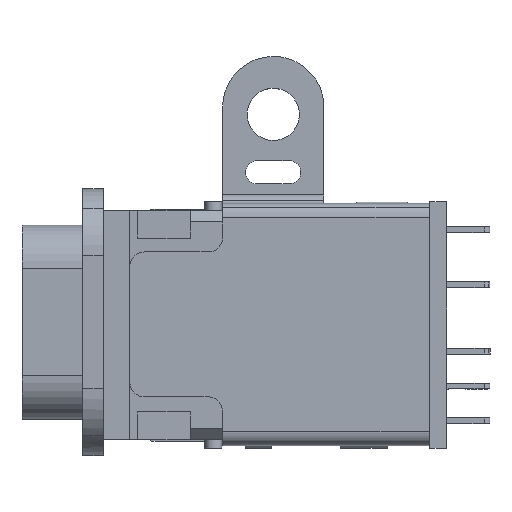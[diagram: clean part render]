
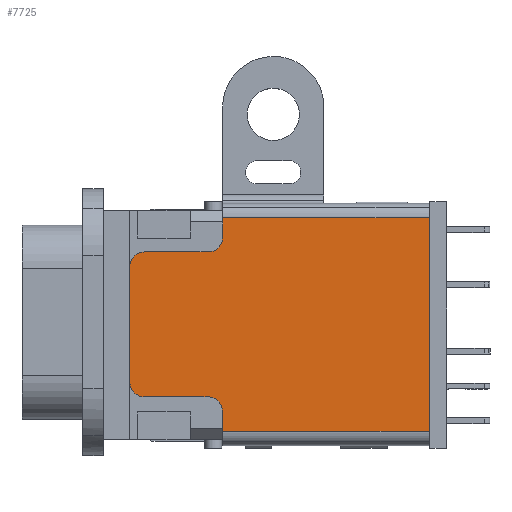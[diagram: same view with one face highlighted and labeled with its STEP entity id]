
A CAD part, top view. The second image highlights one B-rep face of the part: STEP entity #7725.
In plain terms, the highlighted planar face has unit normal (0, 0, 1).
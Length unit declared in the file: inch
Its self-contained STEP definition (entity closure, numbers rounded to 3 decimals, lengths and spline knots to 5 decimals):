
#438 = ORIENTED_EDGE ( 'NONE', *, *, #3238, .F. ) ;
#444 = VECTOR ( 'NONE', #9932, 39.37008 ) ;
#453 = DIRECTION ( 'NONE',  ( 0., -1., 0. ) ) ;
#680 = LINE ( 'NONE', #5328, #444 ) ;
#697 = DIRECTION ( 'NONE',  ( 0., 1., 0. ) ) ;
#920 = ORIENTED_EDGE ( 'NONE', *, *, #1241, .F. ) ;
#962 = ORIENTED_EDGE ( 'NONE', *, *, #14397, .F. ) ;
#1004 = AXIS2_PLACEMENT_3D ( 'NONE', #7403, #7473, #13252 ) ;
#1241 = EDGE_CURVE ( 'NONE', #7731, #10681, #4453, .T. ) ;
#2352 = EDGE_LOOP ( 'NONE', ( #7840, #6273, #9407, #4510, #920, #7396, #962, #13755, #5937, #9988, #6142, #438 ) ) ;
#2389 = LINE ( 'NONE', #5664, #9773 ) ;
#2925 = CARTESIAN_POINT ( 'NONE',  ( 1.15748, -0.02087, 0. ) ) ;
#3076 = PLANE ( 'NONE',  #3685 ) ;
#3119 = CARTESIAN_POINT ( 'NONE',  ( 0.75079, -0.08701, 0. ) ) ;
#3192 = AXIS2_PLACEMENT_3D ( 'NONE', #5324, #9925, #14554 ) ;
#3222 = EDGE_CURVE ( 'NONE', #12299, #5067, #6454, .T. ) ;
#3238 = EDGE_CURVE ( 'NONE', #5067, #11308, #680, .T. ) ;
#3685 = AXIS2_PLACEMENT_3D ( 'NONE', #7696, #12346, #5520 ) ;
#3693 = VECTOR ( 'NONE', #8276, 39.37008 ) ;
#3745 = VECTOR ( 'NONE', #4019, 39.37008 ) ;
#3801 = CARTESIAN_POINT ( 'NONE',  ( 0.87685, -0.02087, 0. ) ) ;
#4019 = DIRECTION ( 'NONE',  ( -1., 0., 0. ) ) ;
#4071 = CARTESIAN_POINT ( 'NONE',  ( 0.85709, -0.26417, 0. ) ) ;
#4109 = VERTEX_POINT ( 'NONE', #7263 ) ;
#4325 = DIRECTION ( 'NONE',  ( 0., 0., 1. ) ) ;
#4402 = CARTESIAN_POINT ( 'NONE',  ( 0.85709, -0.28386, 0. ) ) ;
#4453 = LINE ( 'NONE', #11525, #7673 ) ;
#4510 = ORIENTED_EDGE ( 'NONE', *, *, #5551, .T. ) ;
#4718 = DIRECTION ( 'NONE',  ( 0., 1., 0. ) ) ;
#5067 = VERTEX_POINT ( 'NONE', #13610 ) ;
#5211 = DIRECTION ( 'NONE',  ( 0., 1., 0. ) ) ;
#5324 = CARTESIAN_POINT ( 'NONE',  ( 0.77047, -0.08701, 0. ) ) ;
#5328 = CARTESIAN_POINT ( 'NONE',  ( 1.15748, -0.31063, 0. ) ) ;
#5461 = VECTOR ( 'NONE', #8579, 39.37008 ) ;
#5520 = DIRECTION ( 'NONE',  ( 0., -1., 0. ) ) ;
#5551 = EDGE_CURVE ( 'NONE', #7009, #10681, #7521, .T. ) ;
#5664 = CARTESIAN_POINT ( 'NONE',  ( 0.87677, -0.31063, 0. ) ) ;
#5751 = VERTEX_POINT ( 'NONE', #10261 ) ;
#5827 = VERTEX_POINT ( 'NONE', #3119 ) ;
#5937 = ORIENTED_EDGE ( 'NONE', *, *, #10200, .F. ) ;
#6142 = ORIENTED_EDGE ( 'NONE', *, *, #15033, .F. ) ;
#6273 = ORIENTED_EDGE ( 'NONE', *, *, #9818, .F. ) ;
#6454 = LINE ( 'NONE', #11077, #14499 ) ;
#7009 = VERTEX_POINT ( 'NONE', #11190 ) ;
#7263 = CARTESIAN_POINT ( 'NONE',  ( 0.87677, -0.28386, 0. ) ) ;
#7396 = ORIENTED_EDGE ( 'NONE', *, *, #13578, .T. ) ;
#7403 = CARTESIAN_POINT ( 'NONE',  ( 0.85717, -0.04764, 0. ) ) ;
#7473 = DIRECTION ( 'NONE',  ( 0., 0., -1. ) ) ;
#7496 = CIRCLE ( 'NONE', #15044, 0.01969 ) ;
#7521 = CIRCLE ( 'NONE', #1004, 0.01969 ) ;
#7673 = VECTOR ( 'NONE', #12580, 39.37008 ) ;
#7696 = CARTESIAN_POINT ( 'NONE',  ( 1.15748, -0.00906, 0. ) ) ;
#7725 = ADVANCED_FACE ( 'NONE', ( #10051 ), #3076, .T. ) ;
#7731 = VERTEX_POINT ( 'NONE', #11739 ) ;
#7810 = DIRECTION ( 'NONE',  ( 0., 0., -1. ) ) ;
#7840 = ORIENTED_EDGE ( 'NONE', *, *, #3222, .F. ) ;
#8276 = DIRECTION ( 'NONE',  ( 0., 1., 0. ) ) ;
#8568 = VERTEX_POINT ( 'NONE', #4071 ) ;
#8579 = DIRECTION ( 'NONE',  ( 1., 0., 0. ) ) ;
#8585 = AXIS2_PLACEMENT_3D ( 'NONE', #4402, #7810, #697 ) ;
#9301 = VERTEX_POINT ( 'NONE', #13749 ) ;
#9407 = ORIENTED_EDGE ( 'NONE', *, *, #12259, .F. ) ;
#9529 = CARTESIAN_POINT ( 'NONE',  ( 0.85717, -0.06732, 0. ) ) ;
#9773 = VECTOR ( 'NONE', #4718, 39.37008 ) ;
#9776 = CARTESIAN_POINT ( 'NONE',  ( 0.85709, -0.26417, 0. ) ) ;
#9818 = EDGE_CURVE ( 'NONE', #5751, #12299, #10653, .T. ) ;
#9907 = EDGE_CURVE ( 'NONE', #8568, #4109, #10058, .T. ) ;
#9925 = DIRECTION ( 'NONE',  ( 0., 0., 1. ) ) ;
#9932 = DIRECTION ( 'NONE',  ( -1., 0., 0. ) ) ;
#9943 = CARTESIAN_POINT ( 'NONE',  ( 0.77047, -0.24449, 0. ) ) ;
#9988 = ORIENTED_EDGE ( 'NONE', *, *, #9907, .T. ) ;
#10051 = FACE_OUTER_BOUND ( 'NONE', #2352, .T. ) ;
#10058 = CIRCLE ( 'NONE', #8585, 0.01969 ) ;
#10200 = EDGE_CURVE ( 'NONE', #8568, #10571, #14415, .T. ) ;
#10261 = CARTESIAN_POINT ( 'NONE',  ( 0.87685, -0.02087, 0. ) ) ;
#10571 = VERTEX_POINT ( 'NONE', #12317 ) ;
#10653 = LINE ( 'NONE', #3801, #5461 ) ;
#10681 = VERTEX_POINT ( 'NONE', #9529 ) ;
#10802 = CARTESIAN_POINT ( 'NONE',  ( 0.87677, -0.31063, 0. ) ) ;
#10871 = CARTESIAN_POINT ( 'NONE',  ( 0.75079, -0.24449, 0. ) ) ;
#10966 = CARTESIAN_POINT ( 'NONE',  ( 0.87685, -0.04764, 0. ) ) ;
#11077 = CARTESIAN_POINT ( 'NONE',  ( 1.15748, -0.02087, 0. ) ) ;
#11190 = CARTESIAN_POINT ( 'NONE',  ( 0.87685, -0.04764, 0. ) ) ;
#11308 = VERTEX_POINT ( 'NONE', #10802 ) ;
#11431 = CIRCLE ( 'NONE', #3192, 0.01969 ) ;
#11525 = CARTESIAN_POINT ( 'NONE',  ( 0.77047, -0.06732, 0. ) ) ;
#11739 = CARTESIAN_POINT ( 'NONE',  ( 0.77047, -0.06732, 0. ) ) ;
#12243 = DIRECTION ( 'NONE',  ( -1., 0., 0. ) ) ;
#12259 = EDGE_CURVE ( 'NONE', #7009, #5751, #14295, .T. ) ;
#12299 = VERTEX_POINT ( 'NONE', #2925 ) ;
#12317 = CARTESIAN_POINT ( 'NONE',  ( 0.77047, -0.26417, 0. ) ) ;
#12346 = DIRECTION ( 'NONE',  ( 0., 0., 1. ) ) ;
#12580 = DIRECTION ( 'NONE',  ( 1., 0., 0. ) ) ;
#12625 = EDGE_CURVE ( 'NONE', #9301, #10571, #7496, .T. ) ;
#13119 = VECTOR ( 'NONE', #5211, 39.37008 ) ;
#13252 = DIRECTION ( 'NONE',  ( 1., 0., 0. ) ) ;
#13578 = EDGE_CURVE ( 'NONE', #7731, #5827, #11431, .T. ) ;
#13610 = CARTESIAN_POINT ( 'NONE',  ( 1.15748, -0.31063, 0. ) ) ;
#13749 = CARTESIAN_POINT ( 'NONE',  ( 0.75079, -0.24449, 0. ) ) ;
#13755 = ORIENTED_EDGE ( 'NONE', *, *, #12625, .T. ) ;
#14131 = LINE ( 'NONE', #10871, #3693 ) ;
#14295 = LINE ( 'NONE', #10966, #13119 ) ;
#14397 = EDGE_CURVE ( 'NONE', #9301, #5827, #14131, .T. ) ;
#14415 = LINE ( 'NONE', #9776, #3745 ) ;
#14499 = VECTOR ( 'NONE', #453, 39.37008 ) ;
#14554 = DIRECTION ( 'NONE',  ( 0., 1., 0. ) ) ;
#15033 = EDGE_CURVE ( 'NONE', #11308, #4109, #2389, .T. ) ;
#15044 = AXIS2_PLACEMENT_3D ( 'NONE', #9943, #4325, #12243 ) ;
